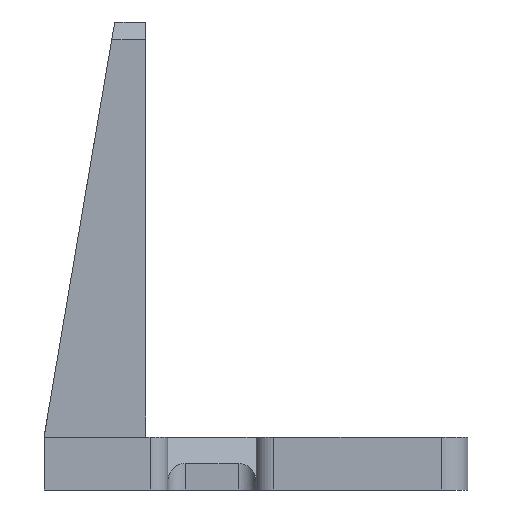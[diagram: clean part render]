
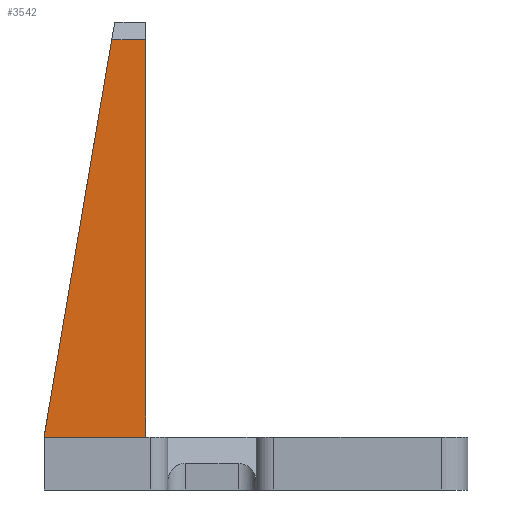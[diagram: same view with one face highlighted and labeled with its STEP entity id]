
A CAD part, left-side view. The second image highlights one B-rep face of the part: STEP entity #3542.
In plain terms, the highlighted planar face has unit normal (-1, 0, 0).
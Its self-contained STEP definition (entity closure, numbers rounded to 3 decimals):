
#306 = VERTEX_POINT('',#307);
#307 = CARTESIAN_POINT('',(0.,36.5,6.));
#321 = PLANE('',#322);
#322 = AXIS2_PLACEMENT_3D('',#323,#324,#325);
#323 = CARTESIAN_POINT('',(0.,36.5,6.));
#324 = DIRECTION('',(0.,-1.,0.));
#325 = DIRECTION('',(0.,0.,1.));
#349 = PLANE('',#350);
#350 = AXIS2_PLACEMENT_3D('',#351,#352,#353);
#351 = CARTESIAN_POINT('',(0.,0.,0.));
#352 = DIRECTION('',(1.,0.,0.));
#353 = DIRECTION('',(0.,0.,1.));
#1532 = VERTEX_POINT('',#1533);
#1533 = CARTESIAN_POINT('',(0.,48.,6.));
#1570 = PLANE('',#1571);
#1571 = AXIS2_PLACEMENT_3D('',#1572,#1573,#1574);
#1572 = CARTESIAN_POINT('',(0.,48.007,6.));
#1573 = DIRECTION('',(0.,0.,-1.));
#1574 = DIRECTION('',(0.,-1.,0.));
#2150 = VERTEX_POINT('',#2151);
#2151 = CARTESIAN_POINT('',(0.,36.5,51.));
#2165 = PLANE('',#2166);
#2166 = AXIS2_PLACEMENT_3D('',#2167,#2168,#2169);
#2167 = CARTESIAN_POINT('',(1.,36.5,52.));
#2168 = DIRECTION('',(0.707,0.,-0.707
    ));
#2169 = DIRECTION('',(0.,1.,0.));
#2177 = EDGE_CURVE('',#306,#2150,#2178,.T.);
#2178 = SURFACE_CURVE('',#2179,(#2183,#2190),.PCURVE_S1.);
#2179 = LINE('',#2180,#2181);
#2180 = CARTESIAN_POINT('',(0.,36.5,6.));
#2181 = VECTOR('',#2182,1.);
#2182 = DIRECTION('',(0.,0.,1.));
#2183 = PCURVE('',#321,#2184);
#2184 = DEFINITIONAL_REPRESENTATION('',(#2185),#2189);
#2185 = LINE('',#2186,#2187);
#2186 = CARTESIAN_POINT('',(0.,0.));
#2187 = VECTOR('',#2188,1.);
#2188 = DIRECTION('',(1.,0.));
#2189 = ( GEOMETRIC_REPRESENTATION_CONTEXT(2) 
PARAMETRIC_REPRESENTATION_CONTEXT() REPRESENTATION_CONTEXT('2D SPACE',''
  ) );
#2190 = PCURVE('',#2191,#2196);
#2191 = PLANE('',#2192);
#2192 = AXIS2_PLACEMENT_3D('',#2193,#2194,#2195);
#2193 = CARTESIAN_POINT('',(0.,40.421,27.784));
#2194 = DIRECTION('',(1.,0.,0.));
#2195 = DIRECTION('',(0.,0.,1.));
#2196 = DEFINITIONAL_REPRESENTATION('',(#2197),#2201);
#2197 = LINE('',#2198,#2199);
#2198 = CARTESIAN_POINT('',(-21.784,3.921));
#2199 = VECTOR('',#2200,1.);
#2200 = DIRECTION('',(1.,0.));
#2201 = ( GEOMETRIC_REPRESENTATION_CONTEXT(2) 
PARAMETRIC_REPRESENTATION_CONTEXT() REPRESENTATION_CONTEXT('2D SPACE',''
  ) );
#2511 = EDGE_CURVE('',#306,#1532,#2512,.T.);
#2512 = SURFACE_CURVE('',#2513,(#2517,#2524),.PCURVE_S1.);
#2513 = LINE('',#2514,#2515);
#2514 = CARTESIAN_POINT('',(0.,0.,6.));
#2515 = VECTOR('',#2516,1.);
#2516 = DIRECTION('',(0.,1.,0.));
#2517 = PCURVE('',#349,#2518);
#2518 = DEFINITIONAL_REPRESENTATION('',(#2519),#2523);
#2519 = LINE('',#2520,#2521);
#2520 = CARTESIAN_POINT('',(6.,0.));
#2521 = VECTOR('',#2522,1.);
#2522 = DIRECTION('',(0.,-1.));
#2523 = ( GEOMETRIC_REPRESENTATION_CONTEXT(2) 
PARAMETRIC_REPRESENTATION_CONTEXT() REPRESENTATION_CONTEXT('2D SPACE',''
  ) );
#2524 = PCURVE('',#2191,#2525);
#2525 = DEFINITIONAL_REPRESENTATION('',(#2526),#2530);
#2526 = LINE('',#2527,#2528);
#2527 = CARTESIAN_POINT('',(-21.784,40.421));
#2528 = VECTOR('',#2529,1.);
#2529 = DIRECTION('',(0.,-1.));
#2530 = ( GEOMETRIC_REPRESENTATION_CONTEXT(2) 
PARAMETRIC_REPRESENTATION_CONTEXT() REPRESENTATION_CONTEXT('2D SPACE',''
  ) );
#3075 = EDGE_CURVE('',#3076,#1532,#3078,.T.);
#3076 = VERTEX_POINT('',#3077);
#3077 = CARTESIAN_POINT('',(0.,48.007,6.));
#3078 = SURFACE_CURVE('',#3079,(#3083,#3090),.PCURVE_S1.);
#3079 = LINE('',#3080,#3081);
#3080 = CARTESIAN_POINT('',(0.,48.007,6.));
#3081 = VECTOR('',#3082,1.);
#3082 = DIRECTION('',(0.,-1.,0.));
#3083 = PCURVE('',#1570,#3084);
#3084 = DEFINITIONAL_REPRESENTATION('',(#3085),#3089);
#3085 = LINE('',#3086,#3087);
#3086 = CARTESIAN_POINT('',(0.,0.));
#3087 = VECTOR('',#3088,1.);
#3088 = DIRECTION('',(1.,-0.));
#3089 = ( GEOMETRIC_REPRESENTATION_CONTEXT(2) 
PARAMETRIC_REPRESENTATION_CONTEXT() REPRESENTATION_CONTEXT('2D SPACE',''
  ) );
#3090 = PCURVE('',#2191,#3091);
#3091 = DEFINITIONAL_REPRESENTATION('',(#3092),#3096);
#3092 = LINE('',#3093,#3094);
#3093 = CARTESIAN_POINT('',(-21.784,-7.586));
#3094 = VECTOR('',#3095,1.);
#3095 = DIRECTION('',(0.,1.));
#3096 = ( GEOMETRIC_REPRESENTATION_CONTEXT(2) 
PARAMETRIC_REPRESENTATION_CONTEXT() REPRESENTATION_CONTEXT('2D SPACE',''
  ) );
#3114 = PLANE('',#3115);
#3115 = AXIS2_PLACEMENT_3D('',#3116,#3117,#3118);
#3116 = CARTESIAN_POINT('',(0.,40.,53.));
#3117 = DIRECTION('',(0.,0.986,0.168));
#3118 = DIRECTION('',(0.,0.168,-0.986));
#3498 = EDGE_CURVE('',#2150,#3499,#3501,.T.);
#3499 = VERTEX_POINT('',#3500);
#3500 = CARTESIAN_POINT('',(0.,40.341,51.));
#3501 = SURFACE_CURVE('',#3502,(#3506,#3513),.PCURVE_S1.);
#3502 = LINE('',#3503,#3504);
#3503 = CARTESIAN_POINT('',(0.,36.5,51.));
#3504 = VECTOR('',#3505,1.);
#3505 = DIRECTION('',(0.,1.,0.));
#3506 = PCURVE('',#2165,#3507);
#3507 = DEFINITIONAL_REPRESENTATION('',(#3508),#3512);
#3508 = LINE('',#3509,#3510);
#3509 = CARTESIAN_POINT('',(0.,-1.414));
#3510 = VECTOR('',#3511,1.);
#3511 = DIRECTION('',(1.,0.));
#3512 = ( GEOMETRIC_REPRESENTATION_CONTEXT(2) 
PARAMETRIC_REPRESENTATION_CONTEXT() REPRESENTATION_CONTEXT('2D SPACE',''
  ) );
#3513 = PCURVE('',#2191,#3514);
#3514 = DEFINITIONAL_REPRESENTATION('',(#3515),#3519);
#3515 = LINE('',#3516,#3517);
#3516 = CARTESIAN_POINT('',(23.216,3.921));
#3517 = VECTOR('',#3518,1.);
#3518 = DIRECTION('',(0.,-1.));
#3519 = ( GEOMETRIC_REPRESENTATION_CONTEXT(2) 
PARAMETRIC_REPRESENTATION_CONTEXT() REPRESENTATION_CONTEXT('2D SPACE',''
  ) );
#3542 = ADVANCED_FACE('',(#3543),#2191,.F.);
#3543 = FACE_BOUND('',#3544,.F.);
#3544 = EDGE_LOOP('',(#3545,#3566,#3567,#3568,#3569));
#3545 = ORIENTED_EDGE('',*,*,#3546,.F.);
#3546 = EDGE_CURVE('',#3499,#3076,#3547,.T.);
#3547 = SURFACE_CURVE('',#3548,(#3552,#3559),.PCURVE_S1.);
#3548 = LINE('',#3549,#3550);
#3549 = CARTESIAN_POINT('',(0.,40.,53.));
#3550 = VECTOR('',#3551,1.);
#3551 = DIRECTION('',(0.,0.168,-0.986));
#3552 = PCURVE('',#2191,#3553);
#3553 = DEFINITIONAL_REPRESENTATION('',(#3554),#3558);
#3554 = LINE('',#3555,#3556);
#3555 = CARTESIAN_POINT('',(25.216,0.421));
#3556 = VECTOR('',#3557,1.);
#3557 = DIRECTION('',(-0.986,-0.168));
#3558 = ( GEOMETRIC_REPRESENTATION_CONTEXT(2) 
PARAMETRIC_REPRESENTATION_CONTEXT() REPRESENTATION_CONTEXT('2D SPACE',''
  ) );
#3559 = PCURVE('',#3114,#3560);
#3560 = DEFINITIONAL_REPRESENTATION('',(#3561),#3565);
#3561 = LINE('',#3562,#3563);
#3562 = CARTESIAN_POINT('',(0.,0.));
#3563 = VECTOR('',#3564,1.);
#3564 = DIRECTION('',(1.,-0.));
#3565 = ( GEOMETRIC_REPRESENTATION_CONTEXT(2) 
PARAMETRIC_REPRESENTATION_CONTEXT() REPRESENTATION_CONTEXT('2D SPACE',''
  ) );
#3566 = ORIENTED_EDGE('',*,*,#3498,.F.);
#3567 = ORIENTED_EDGE('',*,*,#2177,.F.);
#3568 = ORIENTED_EDGE('',*,*,#2511,.T.);
#3569 = ORIENTED_EDGE('',*,*,#3075,.F.);
